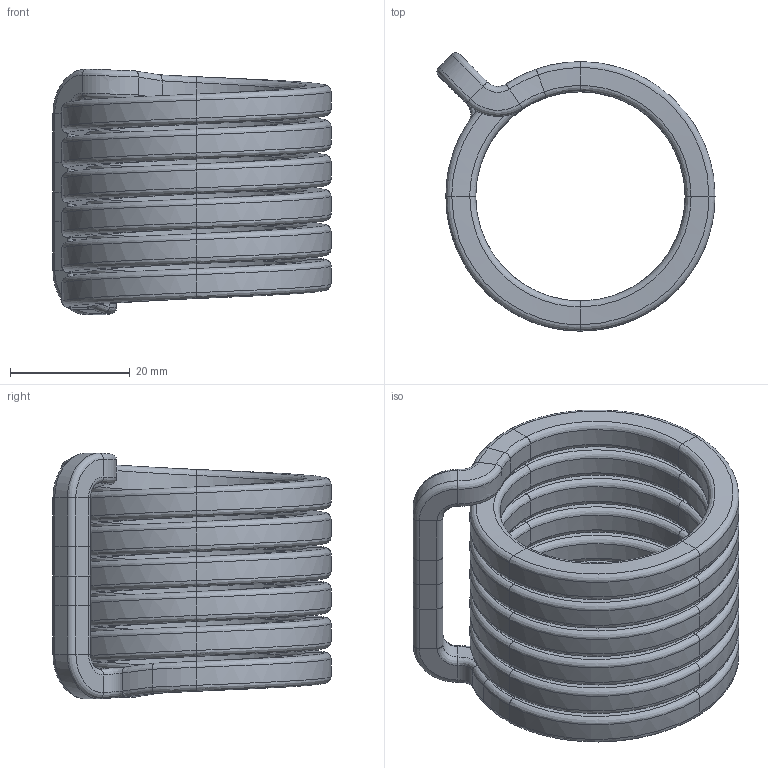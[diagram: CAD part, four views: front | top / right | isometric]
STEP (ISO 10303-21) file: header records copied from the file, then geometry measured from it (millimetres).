
FILE_DESCRIPTION(/* description */ ('STEP AP203'),/* implementation_level */ '2;1');
FILE_NAME(/* name */ 'Solidworks_Single_Conductor_Coil_Rectangular_Wire_Cylindrical_Closed_Corner',/* time_stamp */ '2025-09-24T03:23:48+03:30',/* author */ (' '),/* organization */ (' '),/* preprocessor_version */ 'ST-DEVELOPER v20',/* originating_system */ ' ',/* authorisation */ ' ');
FILE_SCHEMA (('CONFIG_CONTROL_DESIGN'));
Length unit declared in the file: metre
Products named in the file (10): id2; id5; id8; id11; id14; id17; id20; id23; id26; id29
Bounding box: 46.48 x 46.48 x 41.1 mm (x, y, z)
Volume: 19475.2 mm3; surface area: 15146.4 mm2
Topology: 10 solids, 10 shells, 300 faces, 640 edges, 360 vertices
Faces by surface type: bspline 240, plane 40, cylinder 20
Entity records: 22597 total; most frequent: CARTESIAN_POINT 17802, ORIENTED_EDGE 1280, EDGE_CURVE 640, DIRECTION 452, VERTEX_POINT 360, EDGE_LOOP 300, FACE_BOUND 300, ADVANCED_FACE 300
